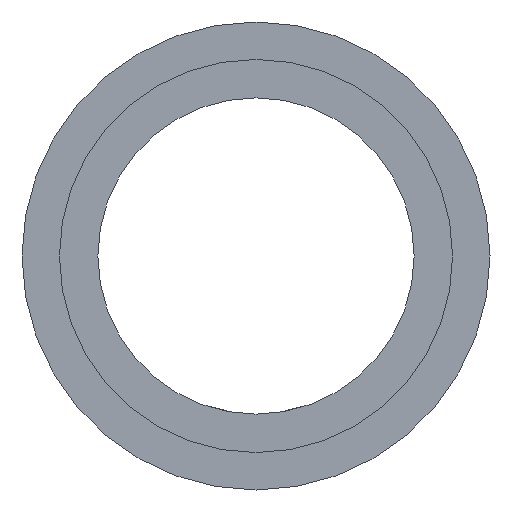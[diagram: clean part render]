
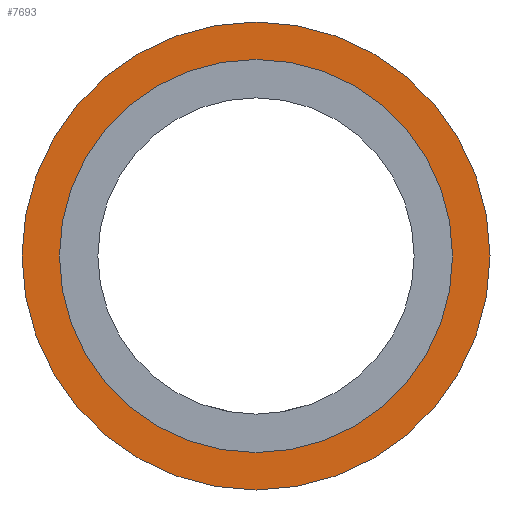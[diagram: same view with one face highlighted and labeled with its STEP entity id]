
A CAD part, left-side view. The second image highlights one B-rep face of the part: STEP entity #7693.
In plain terms, the highlighted planar face has unit normal (-1, 0, 0).
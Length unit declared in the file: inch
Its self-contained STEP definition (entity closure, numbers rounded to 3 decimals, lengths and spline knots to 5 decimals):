
#1257=PLANE('',#8371);
#1380=FACE_BOUND('',#2681,.T.);
#2183=FACE_OUTER_BOUND('',#2680,.T.);
#2680=EDGE_LOOP('',(#7222));
#2681=EDGE_LOOP('',(#7223));
#2989=CIRCLE('',#8349,2.22);
#2999=CIRCLE('',#8370,1.865);
#3754=VERTEX_POINT('',#17122);
#3764=VERTEX_POINT('',#17153);
#4907=EDGE_CURVE('',#3754,#3754,#2989,.T.);
#4917=EDGE_CURVE('',#3764,#3764,#2999,.T.);
#7222=ORIENTED_EDGE('',*,*,#4907,.F.);
#7223=ORIENTED_EDGE('',*,*,#4917,.T.);
#7693=ADVANCED_FACE('',(#2183,#1380),#1257,.T.);
#8349=AXIS2_PLACEMENT_3D('',#17123,#10035,#10036);
#8370=AXIS2_PLACEMENT_3D('',#17154,#10077,#10078);
#8371=AXIS2_PLACEMENT_3D('',#17155,#10079,#10080);
#10035=DIRECTION('center_axis',(1.,0.,0.));
#10036=DIRECTION('ref_axis',(0.,1.,0.));
#10077=DIRECTION('center_axis',(1.,0.,0.));
#10078=DIRECTION('ref_axis',(0.,1.,0.));
#10079=DIRECTION('center_axis',(-1.,0.,0.));
#10080=DIRECTION('ref_axis',(0.,0.,1.));
#17122=CARTESIAN_POINT('',(-0.98425,2.22,0.));
#17123=CARTESIAN_POINT('Origin',(-0.98425,0.,0.));
#17153=CARTESIAN_POINT('',(-0.98425,1.865,0.));
#17154=CARTESIAN_POINT('Origin',(-0.98425,0.,0.));
#17155=CARTESIAN_POINT('Origin',(-0.98425,2.0425,0.));
